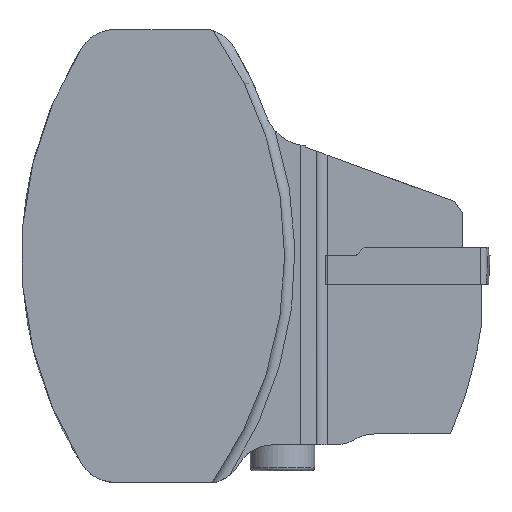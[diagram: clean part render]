
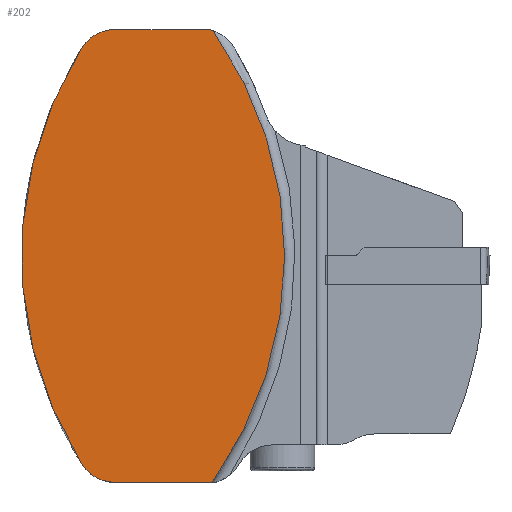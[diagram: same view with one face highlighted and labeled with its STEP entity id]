
A CAD part, top view. The second image highlights one B-rep face of the part: STEP entity #202.
In plain terms, the highlighted planar face has unit normal (0, 0, 1).
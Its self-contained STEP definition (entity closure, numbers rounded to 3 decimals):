
#202=ADVANCED_FACE('',(#335),#266,.T.);
#266=PLANE('',#1769);
#335=FACE_OUTER_BOUND('',#413,.T.);
#413=EDGE_LOOP('',(#748,#749,#750,#751,#752,#753,#754));
#461=CIRCLE('',#1694,60.25);
#463=CIRCLE('',#1697,60.25);
#466=CIRCLE('',#1702,6.);
#468=CIRCLE('',#1705,6.);
#470=CIRCLE('',#1708,6.5);
#748=ORIENTED_EDGE('',*,*,#1129,.F.);
#749=ORIENTED_EDGE('',*,*,#1123,.T.);
#750=ORIENTED_EDGE('',*,*,#1131,.F.);
#751=ORIENTED_EDGE('',*,*,#1111,.F.);
#752=ORIENTED_EDGE('',*,*,#1121,.F.);
#753=ORIENTED_EDGE('',*,*,#1133,.T.);
#754=ORIENTED_EDGE('',*,*,#1116,.T.);
#966=VERTEX_POINT('',#2350);
#967=VERTEX_POINT('',#2352);
#971=VERTEX_POINT('',#2374);
#972=VERTEX_POINT('',#2375);
#975=VERTEX_POINT('',#2383);
#977=VERTEX_POINT('',#2389);
#978=VERTEX_POINT('',#2390);
#1111=EDGE_CURVE('',#966,#967,#1328,.T.);
#1116=EDGE_CURVE('',#971,#972,#1332,.T.);
#1121=EDGE_CURVE('',#975,#966,#461,.T.);
#1123=EDGE_CURVE('',#977,#978,#463,.T.);
#1129=EDGE_CURVE('',#977,#972,#466,.T.);
#1131=EDGE_CURVE('',#967,#978,#468,.T.);
#1133=EDGE_CURVE('',#975,#971,#470,.T.);
#1328=LINE('',#2351,#1470);
#1332=LINE('',#2373,#1474);
#1470=VECTOR('',#1873,1.);
#1474=VECTOR('',#1879,1.);
#1694=AXIS2_PLACEMENT_3D('',#2385,#1886,#1887);
#1697=AXIS2_PLACEMENT_3D('',#2388,#1892,#1893);
#1702=AXIS2_PLACEMENT_3D('',#2401,#1904,#1905);
#1705=AXIS2_PLACEMENT_3D('',#2404,#1910,#1911);
#1708=AXIS2_PLACEMENT_3D('',#2407,#1916,#1917);
#1769=AXIS2_PLACEMENT_3D('',#2611,#2092,#2093);
#1873=DIRECTION('',(-1.,0.,0.));
#1879=DIRECTION('',(-1.,0.,0.));
#1886=DIRECTION('',(0.,0.,-1.));
#1887=DIRECTION('',(1.,0.,0.));
#1892=DIRECTION('',(0.,0.,1.));
#1893=DIRECTION('',(1.,0.,0.));
#1904=DIRECTION('',(0.,0.,-1.));
#1905=DIRECTION('',(1.,0.,0.));
#1910=DIRECTION('',(0.,0.,-1.));
#1911=DIRECTION('',(1.,0.,0.));
#1916=DIRECTION('',(0.,0.,1.));
#1917=DIRECTION('',(1.,0.,0.));
#2092=DIRECTION('',(0.,0.,1.));
#2093=DIRECTION('',(1.,0.,0.));
#2350=CARTESIAN_POINT('',(9.041,-35.,0.));
#2351=CARTESIAN_POINT('',(-20.4,-35.,0.));
#2352=CARTESIAN_POINT('',(-5.998,-35.,0.));
#2373=CARTESIAN_POINT('',(-20.4,35.,0.));
#2374=CARTESIAN_POINT('',(8.6,35.,0.));
#2375=CARTESIAN_POINT('',(-5.998,35.,0.));
#2383=CARTESIAN_POINT('',(9.163,34.83,0.));
#2385=CARTESIAN_POINT('',(-40.,0.,0.));
#2388=CARTESIAN_POINT('',(39.85,0.,0.));
#2389=CARTESIAN_POINT('',(-11.069,32.207,0.));
#2390=CARTESIAN_POINT('',(-11.069,-32.207,0.));
#2401=CARTESIAN_POINT('',(-5.998,29.,0.));
#2404=CARTESIAN_POINT('',(-5.998,-29.,0.));
#2407=CARTESIAN_POINT('',(7.,28.7,0.));
#2611=CARTESIAN_POINT('',(0.,0.,0.));
